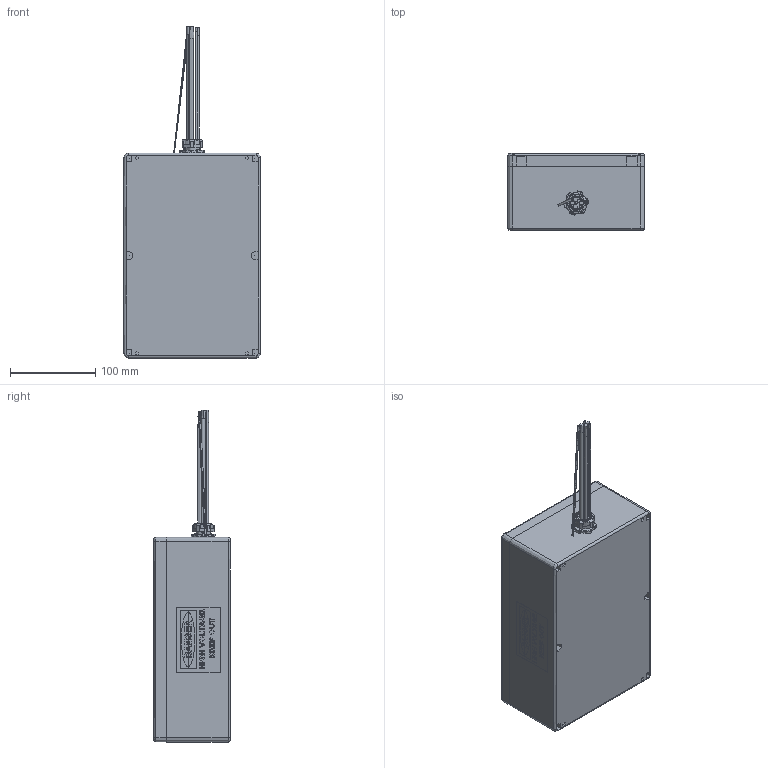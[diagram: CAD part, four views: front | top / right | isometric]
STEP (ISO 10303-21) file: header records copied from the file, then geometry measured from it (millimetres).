
FILE_DESCRIPTION (( 'STEP AP214' ), '1' );
FILE_NAME ('B70-00-7008-E.STEP', '2019-01-28T18:28:50', ( '' ), ( '' ), 'SwSTEP 2.0', 'SolidWorks 2018', '' );
FILE_SCHEMA (( 'AUTOMOTIVE_DESIGN' ));
Length unit declared in the file: inch
Products named in the file (70): B70-20-0022-1; COVER SCREWS 299-000-265-266-275-276 FOR ENCLOSURE SUPPLIED WITH ENCLOSURE; Cable^3320-1769_B70-20-0022-1; B70-24-7005^B70-00-7008; Cable^3320-1537_B70-20-0022-1; 313-000-099; 3320-1536^B70-20-0022-1; B70-24-7000^B70-00-7008-WOP; 3320-1537^B70-20-0022-1; 313-000-100; 3320-1768^B70-20-0022-1; Cable^3320-1536_B70-20-0022-1; 299-300-021; B70-24-7005^B70-00-7008-WOP; 299-000-276 COVER FOR ENCLOSURE; Cable_1^3320-1534_B70-20-0022-1; 3320-1769^B70-20-0022-1; 3320-1535^B70-20-0022-1; Cable^3320-1535_B70-20-0022-1; 687-300-012; Cable^3320-1768_B70-20-0022-1; 3320-1533^B70-20-0022-1; 8050-461^B70-00-7008; Cable_1^3320-1533_B70-20-0022-1; 687-000-038; B70-00-7008-WOP; 3320-1532^B70-20-0022-1; COVER SCREWS 299-000-265-266-275-276 FOR ENCLOSURE SUPPLIED WITH ENCLOSURE_92000A228; Cable^3320-1532_B70-20-0022-1; 687-000-038 BENT TERMINAL; 687-000-038 BENT TERMINAL_BENT 10 DEG; 3320-1534^B70-20-0022-1; 687-000-038 BENT TERMINAL_BENT 20 DEG; B70-24-7000^B70-00-7008; 270-000-294; B70-00-7008-E; 313-000-107
Assembly tree (46 placements, depth 5):
  B70-24-7005^B70-00-7008
  B70-24-7000^B70-00-7008-WOP
  313-000-100
  Cable^3320-1536_B70-20-0022-1
  299-300-021
Bounding box: 160.27 x 89.94 x 388.98 mm (x, y, z)
Volume: 559419.9 mm3; surface area: 379760.2 mm2
Topology: 67 solids, 67 shells, 2936 faces, 7891 edges, 5140 vertices
Faces by surface type: cylinder 1577, plane 914, bspline 201, cone 140, torus 76, sphere 28
Entity records: 96927 total; most frequent: CARTESIAN_POINT 39041, ORIENTED_EDGE 9074, DIRECTION 8456, EDGE_CURVE 4537, AXIS2_PLACEMENT_3D 3039, VERTEX_POINT 2932, VECTOR 2378, LINE 2378
